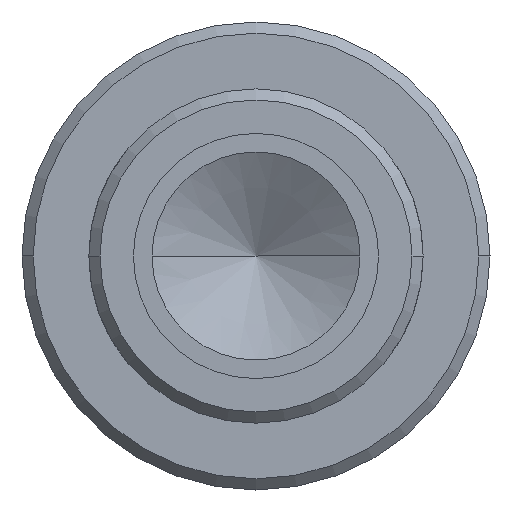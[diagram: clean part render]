
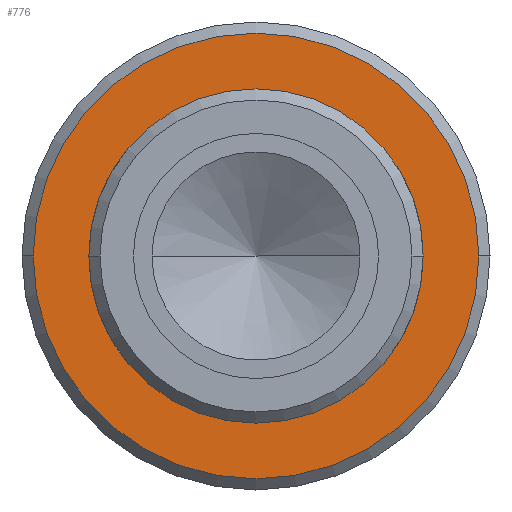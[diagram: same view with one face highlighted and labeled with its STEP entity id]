
A CAD part, left-side view. The second image highlights one B-rep face of the part: STEP entity #776.
In plain terms, the highlighted planar face has unit normal (-1, 0, 0).
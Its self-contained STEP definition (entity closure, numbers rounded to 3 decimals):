
#208=CARTESIAN_POINT('',(85.0,-30.,0.));
#209=VERTEX_POINT('',#208);
#223=CARTESIAN_POINT('',(85.0,30.0,0.));
#224=VERTEX_POINT('',#223);
#231=CARTESIAN_POINT('',(85.0,0.,0.0));
#232=DIRECTION('',(1.0,0.0,0.0));
#233=DIRECTION('',(0.0,-1.0,0.0));
#234=AXIS2_PLACEMENT_3D('',#231,#232,#233);
#235=CIRCLE('',#234,30.);
#236=EDGE_CURVE('',#224,#209,#235,.T.);
#299=CARTESIAN_POINT('',(85.0,-22.5,0.));
#300=VERTEX_POINT('',#299);
#307=CARTESIAN_POINT('',(85.0,22.5,0.0));
#308=VERTEX_POINT('',#307);
#309=CARTESIAN_POINT('',(85.0,0.0,0.0));
#310=DIRECTION('',(1.0,0.0,0.0));
#311=DIRECTION('',(0.0,1.0,0.0));
#312=AXIS2_PLACEMENT_3D('',#309,#310,#311);
#313=CIRCLE('',#312,22.5);
#314=EDGE_CURVE('',#308,#300,#313,.T.);
#727=CARTESIAN_POINT('',(85.0,0.0,0.0));
#728=DIRECTION('',(1.0,0.0,0.0));
#729=DIRECTION('',(0.0,1.0,0.0));
#730=AXIS2_PLACEMENT_3D('',#727,#728,#729);
#731=CIRCLE('',#730,22.5);
#732=EDGE_CURVE('',#300,#308,#731,.T.);
#757=CARTESIAN_POINT('',(85.0,15.75,0.0));
#758=DIRECTION('',(-1.0,0.0,0.0));
#759=DIRECTION('',(0.0,0.0,1.0));
#760=AXIS2_PLACEMENT_3D('',#757,#758,#759);
#761=PLANE('',#760);
#762=ORIENTED_EDGE('',*,*,#236,.F.);
#763=CARTESIAN_POINT('',(85.0,0.,0.0));
#764=DIRECTION('',(1.0,0.0,0.0));
#765=DIRECTION('',(0.0,-1.0,0.0));
#766=AXIS2_PLACEMENT_3D('',#763,#764,#765);
#767=CIRCLE('',#766,30.);
#768=EDGE_CURVE('',#209,#224,#767,.T.);
#769=ORIENTED_EDGE('',*,*,#768,.F.);
#770=EDGE_LOOP('',(#762,#769));
#771=FACE_OUTER_BOUND('',#770,.T.);
#772=ORIENTED_EDGE('',*,*,#314,.T.);
#773=ORIENTED_EDGE('',*,*,#732,.T.);
#774=EDGE_LOOP('',(#772,#773));
#775=FACE_BOUND('',#774,.T.);
#776=ADVANCED_FACE('',(#771,#775),#761,.T.);
